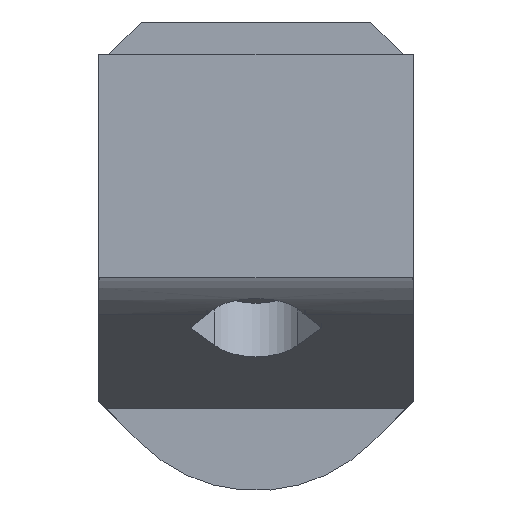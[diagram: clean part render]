
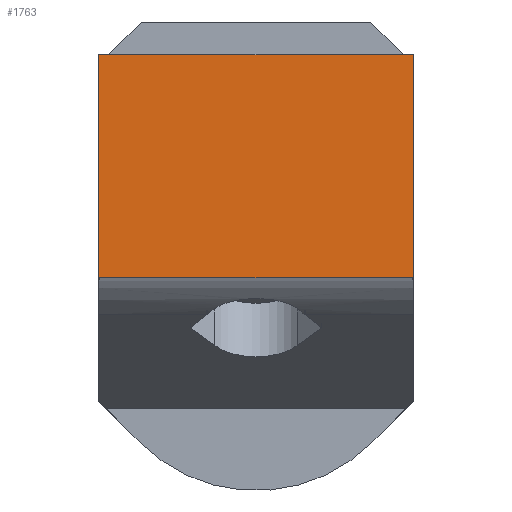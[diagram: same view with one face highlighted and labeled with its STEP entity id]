
A CAD part, front view. The second image highlights one B-rep face of the part: STEP entity #1763.
In plain terms, the highlighted planar face has unit normal (0, -1, 0).
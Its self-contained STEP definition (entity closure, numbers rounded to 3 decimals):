
#176=FACE_OUTER_BOUND('',#273,.T.);
#273=EDGE_LOOP('',(#1433,#1434,#1435,#1436));
#441=LINE('',#2806,#634);
#450=LINE('',#2832,#643);
#462=LINE('',#2862,#655);
#463=LINE('',#2863,#656);
#634=VECTOR('',#2276,10.);
#643=VECTOR('',#2289,10.);
#655=VECTOR('',#2307,10.);
#656=VECTOR('',#2308,10.);
#815=VERTEX_POINT('',#2804);
#816=VERTEX_POINT('',#2805);
#826=VERTEX_POINT('',#2830);
#827=VERTEX_POINT('',#2831);
#1040=EDGE_CURVE('',#815,#816,#441,.T.);
#1051=EDGE_CURVE('',#826,#827,#450,.T.);
#1065=EDGE_CURVE('',#816,#826,#462,.T.);
#1066=EDGE_CURVE('',#827,#815,#463,.T.);
#1433=ORIENTED_EDGE('',*,*,#1040,.T.);
#1434=ORIENTED_EDGE('',*,*,#1065,.T.);
#1435=ORIENTED_EDGE('',*,*,#1051,.T.);
#1436=ORIENTED_EDGE('',*,*,#1066,.T.);
#1680=PLANE('',#1902);
#1763=ADVANCED_FACE('',(#176),#1680,.T.);
#1902=AXIS2_PLACEMENT_3D('',#2861,#2305,#2306);
#2276=DIRECTION('',(0.,0.,1.));
#2289=DIRECTION('',(0.,0.,-1.));
#2305=DIRECTION('center_axis',(0.,-1.,0.));
#2306=DIRECTION('ref_axis',(-1.,0.,0.));
#2307=DIRECTION('',(-1.,0.,0.));
#2308=DIRECTION('',(1.,0.,0.));
#2804=CARTESIAN_POINT('',(4.8,-98.5,1.5));
#2805=CARTESIAN_POINT('',(4.8,-98.5,8.3));
#2806=CARTESIAN_POINT('',(4.8,-98.5,8.45));
#2830=CARTESIAN_POINT('',(-4.8,-98.5,8.3));
#2831=CARTESIAN_POINT('',(-4.8,-98.5,1.5));
#2832=CARTESIAN_POINT('',(-4.8,-98.5,2.45));
#2861=CARTESIAN_POINT('Origin',(5.,-98.5,9.));
#2862=CARTESIAN_POINT('',(4.75,-98.5,8.3));
#2863=CARTESIAN_POINT('',(2.5,-98.5,1.5));
